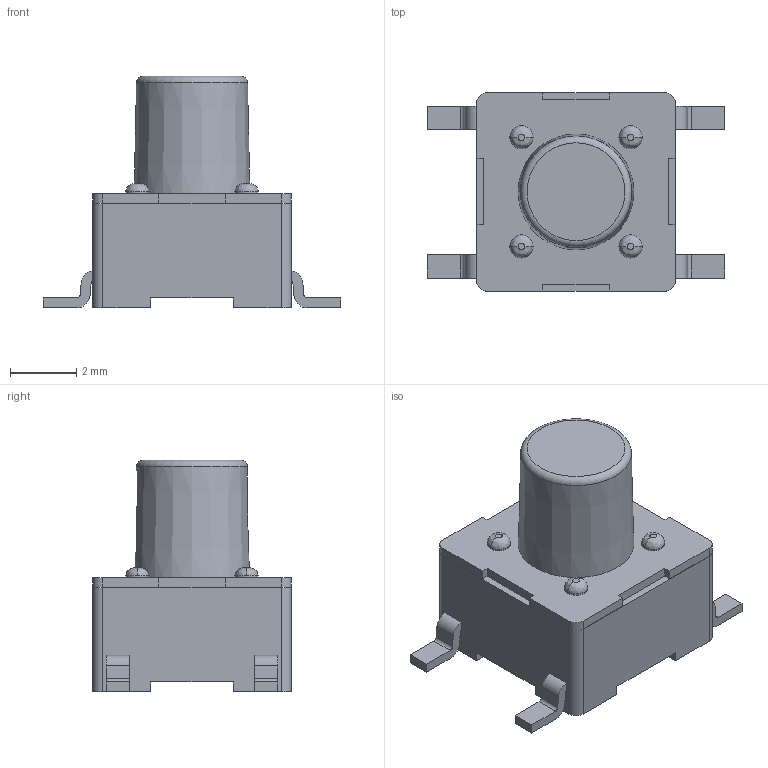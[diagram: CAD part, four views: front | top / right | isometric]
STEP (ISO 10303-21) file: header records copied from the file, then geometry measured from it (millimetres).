
FILE_DESCRIPTION(('FreeCAD Model'),'2;1');
FILE_NAME('Open CASCADE Shape Model','2021-10-26T16:22:18',( 'kicad StepUp'),('ksu MCAD'),'Open CASCADE STEP processor 7.5', 'FreeCAD','Unknown');
FILE_SCHEMA(('AUTOMOTIVE_DESIGN { 1 0 10303 214 1 1 1 1 }'));
Length unit declared in the file: millimetre
Products named in the file (1): switch
Bounding box: 9 x 6 x 7 mm (x, y, z)
Volume: 151 mm3; surface area: 219.6 mm2
Topology: 1 solids, 1 shells, 115 faces, 302 edges, 200 vertices
Faces by surface type: plane 77, cylinder 28, bspline 8, cone 1, torus 1
Full cylindrical faces by diameter (mm): 0.7 x4
Entity records: 3748 total; most frequent: CARTESIAN_POINT 845, ORIENTED_EDGE 604, DIRECTION 592, EDGE_CURVE 302, LINE 216, VECTOR 216, VERTEX_POINT 200, AXIS2_PLACEMENT_3D 188
